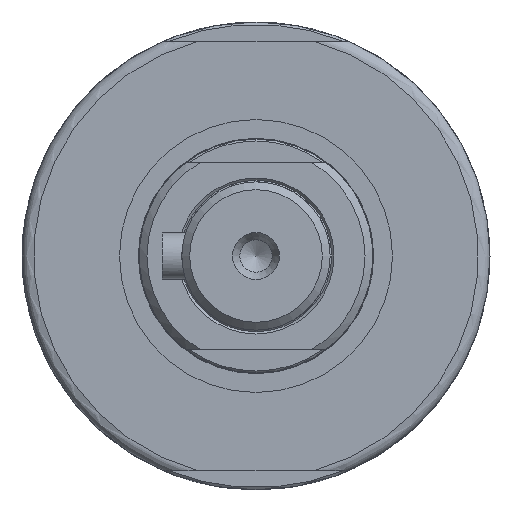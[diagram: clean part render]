
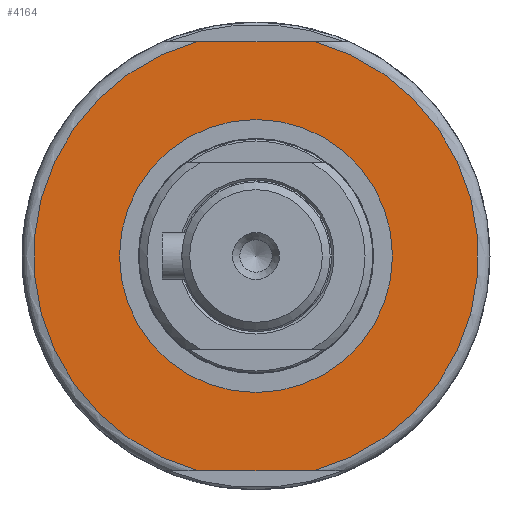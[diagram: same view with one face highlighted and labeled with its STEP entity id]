
A CAD part, left-side view. The second image highlights one B-rep face of the part: STEP entity #4164.
In plain terms, the highlighted planar face has unit normal (-1, 0, 0).
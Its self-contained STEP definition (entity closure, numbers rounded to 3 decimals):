
#151=FACE_BOUND('',#704,.T.);
#259=PLANE('',#4594);
#455=FACE_OUTER_BOUND('',#703,.T.);
#703=EDGE_LOOP('',(#3480,#3481,#3482,#3483));
#704=EDGE_LOOP('',(#3484,#3485));
#1005=LINE('',#7093,#1294);
#1006=LINE('',#7094,#1295);
#1294=VECTOR('',#5658,10.);
#1295=VECTOR('',#5659,10.);
#1506=CIRCLE('',#4575,17.5);
#1507=CIRCLE('',#4576,17.5);
#1517=CIRCLE('',#4589,28.5);
#1520=CIRCLE('',#4593,28.5);
#1875=VERTEX_POINT('',#6995);
#1876=VERTEX_POINT('',#6997);
#1887=VERTEX_POINT('',#7024);
#1888=VERTEX_POINT('',#7039);
#1890=VERTEX_POINT('',#7058);
#1893=VERTEX_POINT('',#7076);
#2417=EDGE_CURVE('',#1876,#1875,#1506,.T.);
#2418=EDGE_CURVE('',#1875,#1876,#1507,.T.);
#2431=EDGE_CURVE('',#1887,#1888,#1517,.T.);
#2437=EDGE_CURVE('',#1893,#1890,#1520,.T.);
#2438=EDGE_CURVE('',#1887,#1890,#1005,.T.);
#2439=EDGE_CURVE('',#1893,#1888,#1006,.T.);
#3480=ORIENTED_EDGE('',*,*,#2438,.T.);
#3481=ORIENTED_EDGE('',*,*,#2437,.F.);
#3482=ORIENTED_EDGE('',*,*,#2439,.T.);
#3483=ORIENTED_EDGE('',*,*,#2431,.F.);
#3484=ORIENTED_EDGE('',*,*,#2417,.T.);
#3485=ORIENTED_EDGE('',*,*,#2418,.T.);
#4164=ADVANCED_FACE('',(#455,#151),#259,.T.);
#4575=AXIS2_PLACEMENT_3D('',#6998,#5616,#5617);
#4576=AXIS2_PLACEMENT_3D('',#6999,#5618,#5619);
#4589=AXIS2_PLACEMENT_3D('',#7040,#5646,#5647);
#4593=AXIS2_PLACEMENT_3D('',#7091,#5654,#5655);
#4594=AXIS2_PLACEMENT_3D('',#7092,#5656,#5657);
#5616=DIRECTION('center_axis',(1.,0.,0.));
#5617=DIRECTION('ref_axis',(0.,-1.,0.));
#5618=DIRECTION('center_axis',(1.,0.,0.));
#5619=DIRECTION('ref_axis',(0.,-1.,0.));
#5646=DIRECTION('center_axis',(1.,0.,0.));
#5647=DIRECTION('ref_axis',(0.,-1.,0.));
#5654=DIRECTION('center_axis',(1.,0.,0.));
#5655=DIRECTION('ref_axis',(0.,-1.,0.));
#5656=DIRECTION('center_axis',(-1.,0.,0.));
#5657=DIRECTION('ref_axis',(0.,0.,
-1.));
#5658=DIRECTION('',(0.,-1.,0.));
#5659=DIRECTION('',(0.,1.,0.));
#6995=CARTESIAN_POINT('',(-136.,17.5,0.));
#6997=CARTESIAN_POINT('',(-136.,-17.5,0.));
#6998=CARTESIAN_POINT('Origin',(-136.,0.,0.));
#6999=CARTESIAN_POINT('Origin',(-136.,0.,0.));
#7024=CARTESIAN_POINT('',(-136.,7.483,-27.5));
#7039=CARTESIAN_POINT('',(-136.,7.483,27.5));
#7040=CARTESIAN_POINT('Origin',(-136.,0.,0.));
#7058=CARTESIAN_POINT('',(-136.,-7.483,-27.5));
#7076=CARTESIAN_POINT('',(-136.,-7.483,27.5));
#7091=CARTESIAN_POINT('Origin',(-136.,0.,0.));
#7092=CARTESIAN_POINT('Origin',(-136.,-23.,0.));
#7093=CARTESIAN_POINT('',(-136.,-24.063,-27.5));
#7094=CARTESIAN_POINT('',(-136.,1.553,27.5));
